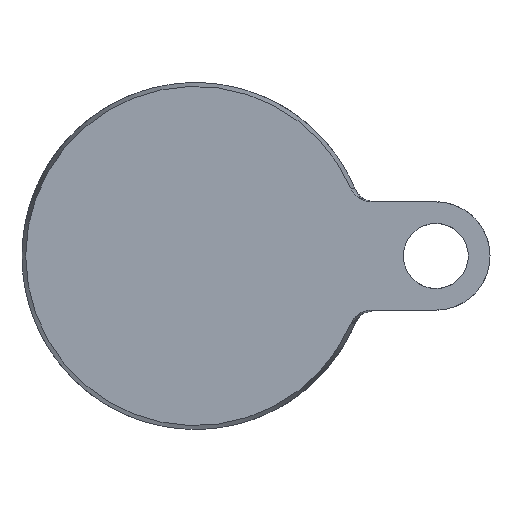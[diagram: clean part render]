
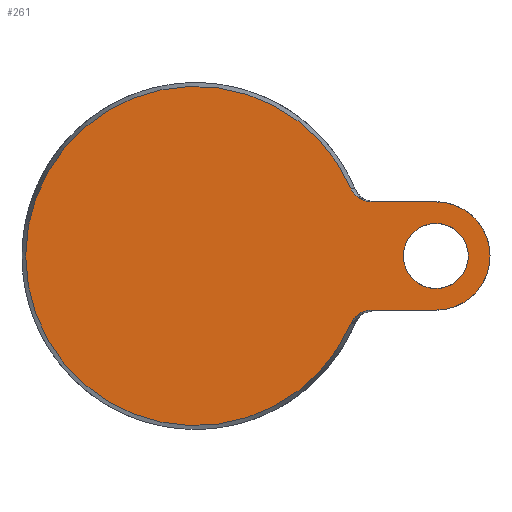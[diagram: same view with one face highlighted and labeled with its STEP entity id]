
A CAD part, front view. The second image highlights one B-rep face of the part: STEP entity #261.
In plain terms, the highlighted planar face has unit normal (0, -1, 0).
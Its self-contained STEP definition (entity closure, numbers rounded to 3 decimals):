
#21 = DIRECTION ( 'NONE',  ( 1., 0., 0. ) ) ;
#25 = ORIENTED_EDGE ( 'NONE', *, *, #689, .F. ) ;
#40 = CARTESIAN_POINT ( 'NONE',  ( 39.592, 0., -12.572 ) ) ;
#51 = CARTESIAN_POINT ( 'NONE',  ( 55.5, 0., -12.5 ) ) ;
#53 = DIRECTION ( 'NONE',  ( 0., -1., 0. ) ) ;
#61 = CARTESIAN_POINT ( 'NONE',  ( 36.857, 0., -14.106 ) ) ;
#74 = VERTEX_POINT ( 'NONE', #839 ) ;
#81 = CARTESIAN_POINT ( 'NONE',  ( 37.598, 0., 13.453 ) ) ;
#93 = VECTOR ( 'NONE', #200, 1000. ) ;
#106 = VERTEX_POINT ( 'NONE', #1112 ) ;
#111 = EDGE_CURVE ( 'NONE', #106, #472, #512, .T. ) ;
#149 = CARTESIAN_POINT ( 'NONE',  ( 38., 0., -13.192 ) ) ;
#156 = FACE_BOUND ( 'NONE', #326, .T. ) ;
#168 = CARTESIAN_POINT ( 'NONE',  ( 40.579, 0., 12.5 ) ) ;
#173 = AXIS2_PLACEMENT_3D ( 'NONE', #469, #917, #830 ) ;
#200 = DIRECTION ( 'NONE',  ( -1., 0., 0. ) ) ;
#219 = CARTESIAN_POINT ( 'NONE',  ( 15., 0., -12.5 ) ) ;
#231 = CARTESIAN_POINT ( 'NONE',  ( 36.381, 0., -14.668 ) ) ;
#234 = CARTESIAN_POINT ( 'NONE',  ( 0., 0., 0. ) ) ;
#235 = CARTESIAN_POINT ( 'NONE',  ( 55.5, 0., 7.5 ) ) ;
#257 = CARTESIAN_POINT ( 'NONE',  ( 38.897, 0., 12.778 ) ) ;
#261 = ADVANCED_FACE ( 'NONE', ( #804, #156 ), #498, .F. ) ;
#280 = VECTOR ( 'NONE', #21, 1000. ) ;
#294 = CIRCLE ( 'NONE', #173, 7.5 ) ;
#298 = ORIENTED_EDGE ( 'NONE', *, *, #791, .T. ) ;
#309 = EDGE_CURVE ( 'NONE', #74, #657, #1026, .T. ) ;
#326 = EDGE_LOOP ( 'NONE', ( #736 ) ) ;
#340 = CIRCLE ( 'NONE', #981, 12.5 ) ;
#347 = AXIS2_PLACEMENT_3D ( 'NONE', #489, #919, #1074 ) ;
#353 = DIRECTION ( 'NONE',  ( 0., 1., 0. ) ) ;
#379 = EDGE_CURVE ( 'NONE', #106, #74, #381, .T. ) ;
#381 = B_SPLINE_CURVE_WITH_KNOTS ( 'NONE', 3,
 ( #168, #433, #949, #257, #769, #942, #690, #81, #847, #764, #694, #420, #761, #936 ),
 .UNSPECIFIED., .F., .F.,
 ( 4, 2, 2, 2, 2, 2, 4 ),
 ( 0., 0.001, 0.002, 0.003, 0.004, 0.004, 0.006 ),
 .UNSPECIFIED. ) ;
#406 = CARTESIAN_POINT ( 'NONE',  ( 38.218, 0., -13.072 ) ) ;
#420 = CARTESIAN_POINT ( 'NONE',  ( 36.388, 0., 14.659 ) ) ;
#433 = CARTESIAN_POINT ( 'NONE',  ( 40.085, 0., 12.5 ) ) ;
#442 = CARTESIAN_POINT ( 'NONE',  ( 55.5, 0., 12.5 ) ) ;
#446 = CARTESIAN_POINT ( 'NONE',  ( 55.5, 0., 0. ) ) ;
#469 = CARTESIAN_POINT ( 'NONE',  ( 55.5, 0., 0. ) ) ;
#472 = VERTEX_POINT ( 'NONE', #442 ) ;
#473 = CARTESIAN_POINT ( 'NONE',  ( 40.579, 0., -12.5 ) ) ;
#489 = CARTESIAN_POINT ( 'NONE',  ( -39.143, 0., 0. ) ) ;
#498 = PLANE ( 'NONE',  #347 ) ;
#512 = LINE ( 'NONE', #774, #280 ) ;
#554 = EDGE_LOOP ( 'NONE', ( #939, #668, #1016, #298, #969, #25 ) ) ;
#555 = CARTESIAN_POINT ( 'NONE',  ( 40.085, 0., -12.5 ) ) ;
#578 = CARTESIAN_POINT ( 'NONE',  ( 37.591, 0., -13.458 ) ) ;
#590 = EDGE_CURVE ( 'NONE', #611, #1101, #988, .T. ) ;
#611 = VERTEX_POINT ( 'NONE', #51 ) ;
#652 = CARTESIAN_POINT ( 'NONE',  ( 35.928, 0., -15.535 ) ) ;
#657 = VERTEX_POINT ( 'NONE', #652 ) ;
#668 = ORIENTED_EDGE ( 'NONE', *, *, #379, .T. ) ;
#677 = AXIS2_PLACEMENT_3D ( 'NONE', #234, #53, #737 ) ;
#689 = EDGE_CURVE ( 'NONE', #472, #611, #340, .T. ) ;
#690 = CARTESIAN_POINT ( 'NONE',  ( 38.008, 0., 13.187 ) ) ;
#694 = CARTESIAN_POINT ( 'NONE',  ( 36.861, 0., 14.101 ) ) ;
#717 = B_SPLINE_CURVE_WITH_KNOTS ( 'NONE', 3,
 ( #835, #812, #231, #61, #817, #992, #578, #149, #406, #921, #1087, #40, #555, #473 ),
 .UNSPECIFIED., .F., .F.,
 ( 4, 2, 2, 2, 2, 2, 4 ),
 ( 0., 0.001, 0.002, 0.003, 0.004, 0.004, 0.006 ),
 .UNSPECIFIED. ) ;
#736 = ORIENTED_EDGE ( 'NONE', *, *, #860, .T. ) ;
#737 = DIRECTION ( 'NONE',  ( 0., 0., -1. ) ) ;
#761 = CARTESIAN_POINT ( 'NONE',  ( 36.124, 0., 15.081 ) ) ;
#764 = CARTESIAN_POINT ( 'NONE',  ( 37.032, 0., 13.927 ) ) ;
#769 = CARTESIAN_POINT ( 'NONE',  ( 38.665, 0., 12.866 ) ) ;
#774 = CARTESIAN_POINT ( 'NONE',  ( 15., 0., 12.5 ) ) ;
#786 = DIRECTION ( 'NONE',  ( 0., 0., -1. ) ) ;
#791 = EDGE_CURVE ( 'NONE', #657, #1101, #717, .T. ) ;
#804 = FACE_OUTER_BOUND ( 'NONE', #554, .T. ) ;
#812 = CARTESIAN_POINT ( 'NONE',  ( 36.124, 0., -15.081 ) ) ;
#816 = CARTESIAN_POINT ( 'NONE',  ( 40.579, 0., -12.5 ) ) ;
#817 = CARTESIAN_POINT ( 'NONE',  ( 37.031, 0., -13.929 ) ) ;
#830 = DIRECTION ( 'NONE',  ( 0., 0., 1. ) ) ;
#835 = CARTESIAN_POINT ( 'NONE',  ( 35.928, 0., -15.535 ) ) ;
#839 = CARTESIAN_POINT ( 'NONE',  ( 35.928, 0., 15.535 ) ) ;
#847 = CARTESIAN_POINT ( 'NONE',  ( 37.4, 0., 13.603 ) ) ;
#860 = EDGE_CURVE ( 'NONE', #1093, #1093, #294, .T. ) ;
#917 = DIRECTION ( 'NONE',  ( 0., 1., 0. ) ) ;
#919 = DIRECTION ( 'NONE',  ( 0., 1., 0. ) ) ;
#921 = CARTESIAN_POINT ( 'NONE',  ( 38.663, 0., -12.866 ) ) ;
#936 = CARTESIAN_POINT ( 'NONE',  ( 35.928, 0., 15.535 ) ) ;
#939 = ORIENTED_EDGE ( 'NONE', *, *, #111, .F. ) ;
#942 = CARTESIAN_POINT ( 'NONE',  ( 38.221, 0., 13.07 ) ) ;
#949 = CARTESIAN_POINT ( 'NONE',  ( 39.603, 0., 12.57 ) ) ;
#969 = ORIENTED_EDGE ( 'NONE', *, *, #590, .F. ) ;
#981 = AXIS2_PLACEMENT_3D ( 'NONE', #446, #353, #786 ) ;
#988 = LINE ( 'NONE', #219, #93 ) ;
#992 = CARTESIAN_POINT ( 'NONE',  ( 37.397, 0., -13.606 ) ) ;
#1016 = ORIENTED_EDGE ( 'NONE', *, *, #309, .T. ) ;
#1026 = CIRCLE ( 'NONE', #677, 39.143 ) ;
#1074 = DIRECTION ( 'NONE',  ( 0., 0., 1. ) ) ;
#1087 = CARTESIAN_POINT ( 'NONE',  ( 38.891, 0., -12.781 ) ) ;
#1093 = VERTEX_POINT ( 'NONE', #235 ) ;
#1101 = VERTEX_POINT ( 'NONE', #816 ) ;
#1112 = CARTESIAN_POINT ( 'NONE',  ( 40.579, 0., 12.5 ) ) ;
